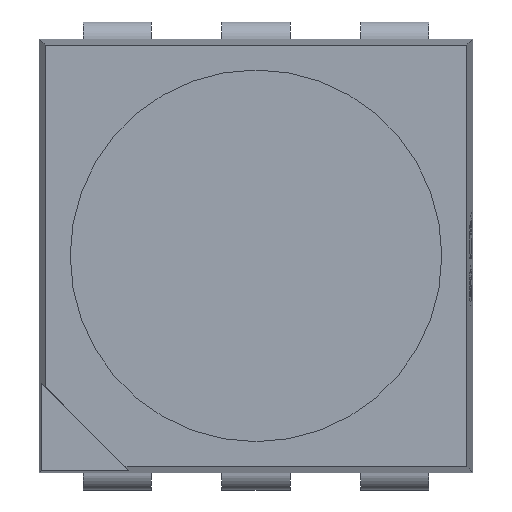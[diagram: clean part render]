
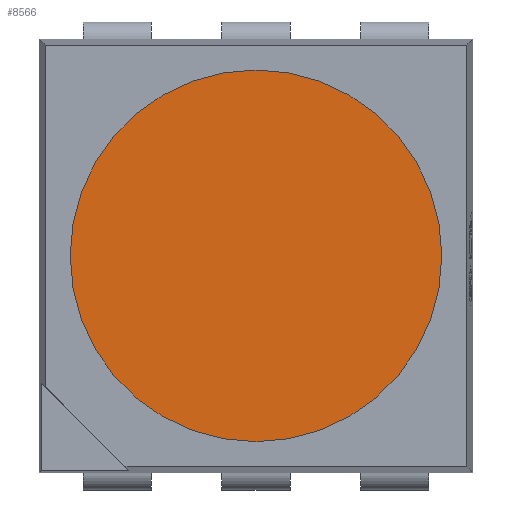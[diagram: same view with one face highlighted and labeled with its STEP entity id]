
A CAD part, top view. The second image highlights one B-rep face of the part: STEP entity #8566.
In plain terms, the highlighted planar face has unit normal (0, 0, 1).
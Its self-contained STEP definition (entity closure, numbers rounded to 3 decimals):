
#374 = AXIS2_PLACEMENT_3D ( 'NONE', #7473, #7643, #12755 ) ;
#652 = CARTESIAN_POINT ( 'NONE',  ( -2.144, 0., 1.649 ) ) ;
#1168 = VERTEX_POINT ( 'NONE', #3176 ) ;
#1648 = ORIENTED_EDGE ( 'NONE', *, *, #11268, .T. ) ;
#2441 = ORIENTED_EDGE ( 'NONE', *, *, #7743, .T. ) ;
#2666 = DIRECTION ( 'NONE',  ( 1., 0., 0. ) ) ;
#3176 = CARTESIAN_POINT ( 'NONE',  ( 2.144, 0., 1.649 ) ) ;
#5362 = CIRCLE ( 'NONE', #374, 2.144 ) ;
#5481 = DIRECTION ( 'NONE',  ( 0., 0., 1. ) ) ;
#5505 = EDGE_LOOP ( 'NONE', ( #2441, #1648 ) ) ;
#5932 = AXIS2_PLACEMENT_3D ( 'NONE', #12795, #5481, #14106 ) ;
#7473 = CARTESIAN_POINT ( 'NONE',  ( 0., 0., 1.649 ) ) ;
#7643 = DIRECTION ( 'NONE',  ( 0., 0., 1. ) ) ;
#7743 = EDGE_CURVE ( 'NONE', #1168, #10484, #8215, .T. ) ;
#7990 = FACE_OUTER_BOUND ( 'NONE', #5505, .T. ) ;
#8215 = CIRCLE ( 'NONE', #12720, 2.144 ) ;
#8566 = ADVANCED_FACE ( 'NONE', ( #7990 ), #15574, .T. ) ;
#10317 = DIRECTION ( 'NONE',  ( 0., 0., 1. ) ) ;
#10484 = VERTEX_POINT ( 'NONE', #652 ) ;
#11268 = EDGE_CURVE ( 'NONE', #10484, #1168, #5362, .T. ) ;
#11541 = CARTESIAN_POINT ( 'NONE',  ( 0., 0., 1.649 ) ) ;
#12720 = AXIS2_PLACEMENT_3D ( 'NONE', #11541, #10317, #2666 ) ;
#12755 = DIRECTION ( 'NONE',  ( 1., 0., 0. ) ) ;
#12795 = CARTESIAN_POINT ( 'NONE',  ( 0., 0., 1.649 ) ) ;
#14106 = DIRECTION ( 'NONE',  ( 1., 0., 0. ) ) ;
#15574 = PLANE ( 'NONE',  #5932 ) ;
